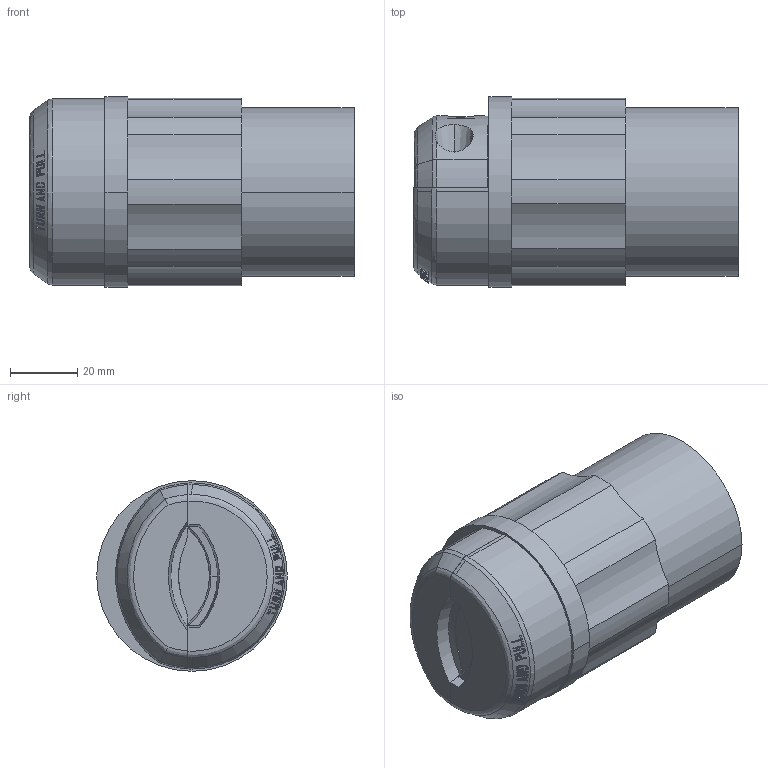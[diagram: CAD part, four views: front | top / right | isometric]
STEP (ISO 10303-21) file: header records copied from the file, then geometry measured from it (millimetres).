
FILE_DESCRIPTION (( 'STEP AP214' ), '1' );
FILE_NAME ('ORC6819-M01.STEP', '2025-09-03T14:45:01', ( '' ), ( '' ), 'SwSTEP 2.0', 'SolidWorks 2024', '' );
FILE_SCHEMA (( 'AUTOMOTIVE_DESIGN' ));
Length unit declared in the file: inch
Products named in the file (1): ORC6819-M01
Bounding box: 96.06 x 56.52 x 56.52 mm (x, y, z)
Surface area: 36507.4 mm2 (no closed solid volume)
Topology: 0 solids, 24 shells, 2495 faces, 6944 edges, 4616 vertices
Faces by surface type: plane 1610, cylinder 465, cone 178, bspline 160, torus 82
Entity records: 104382 total; most frequent: CARTESIAN_POINT 44772, ORIENTED_EDGE 13872, DIRECTION 10560, EDGE_CURVE 6944, VERTEX_POINT 4616, AXIS2_PLACEMENT_3D 3549, VECTOR 3462, LINE 3462
